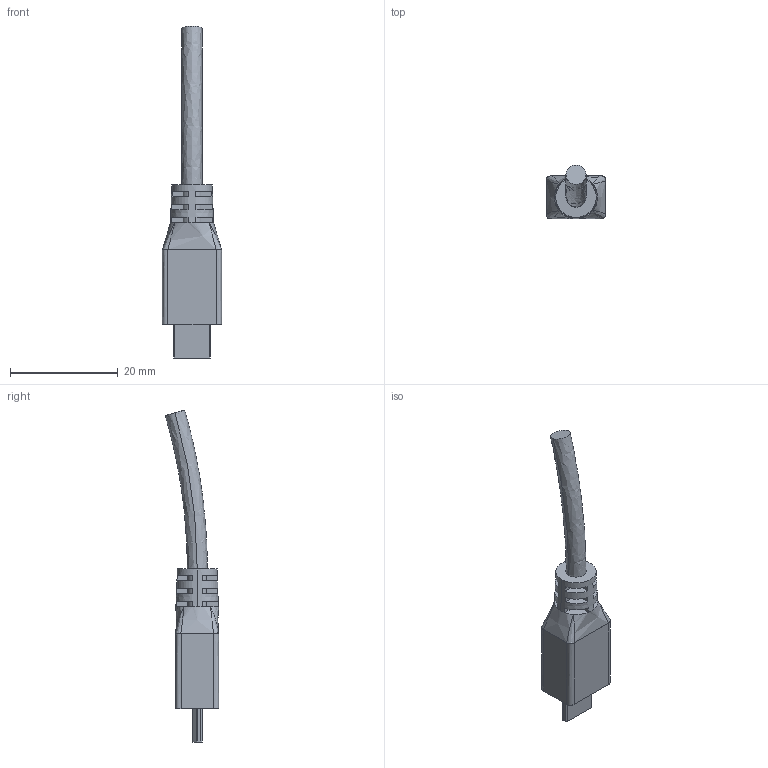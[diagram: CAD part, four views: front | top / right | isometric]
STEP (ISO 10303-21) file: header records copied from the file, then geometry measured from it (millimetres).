
FILE_DESCRIPTION (( 'STEP AP214' ), '1' );
FILE_NAME ('USB-micro plug (rectangular).STEP', '2023-08-14T19:17:35', ( 'Elessar' ), ( '' ), 'SwSTEP 2.0', 'SolidWorks 2018', '' );
FILE_SCHEMA (( 'AUTOMOTIVE_DESIGN' ));
Length unit declared in the file: millimetre
Products named in the file (1): USB-micro plug (rectangular)
Bounding box: 11 x 9.94 x 61.7 mm (x, y, z)
Volume: 2215.4 mm3; surface area: 1771.5 mm2
Topology: 2 solids, 2 shells, 103 faces, 256 edges, 164 vertices
Faces by surface type: plane 69, cylinder 18, bspline 14, cone 2
Entity records: 3997 total; most frequent: CARTESIAN_POINT 1526, ORIENTED_EDGE 504, DIRECTION 422, EDGE_CURVE 252, VERTEX_POINT 164, AXIS2_PLACEMENT_3D 152, VECTOR 118, LINE 118
